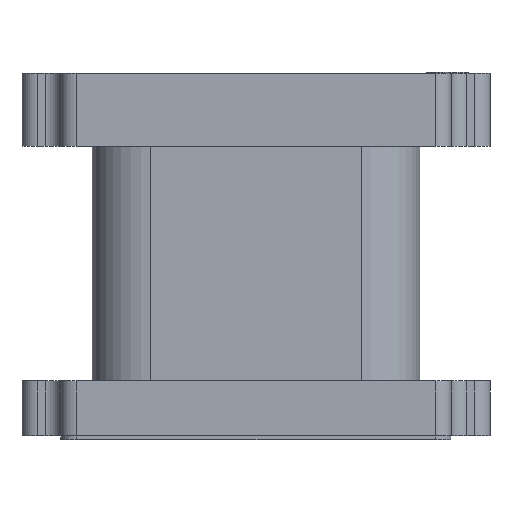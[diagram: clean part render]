
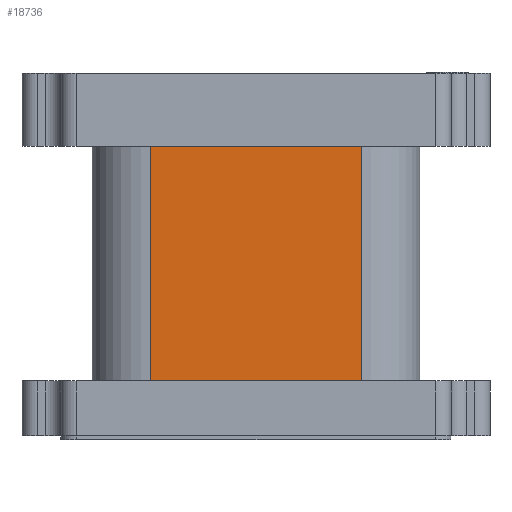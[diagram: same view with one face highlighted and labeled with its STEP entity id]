
A CAD part, left-side view. The second image highlights one B-rep face of the part: STEP entity #18736.
In plain terms, the highlighted planar face has unit normal (-1, 0, 0).
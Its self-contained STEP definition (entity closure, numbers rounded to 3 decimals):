
#118 = DIRECTION ( 'NONE',  ( 0., 0., -1. ) ) ;
#823 = DIRECTION ( 'NONE',  ( 0., 0., 1. ) ) ;
#2269 = AXIS2_PLACEMENT_3D ( 'NONE', #13963, #2435, #8462 ) ;
#2273 = VECTOR ( 'NONE', #9944, 1000. ) ;
#2426 = CARTESIAN_POINT ( 'NONE',  ( -2.1, -1.35, 9.7 ) ) ;
#2435 = DIRECTION ( 'NONE',  ( 1., 0., 0. ) ) ;
#2824 = VECTOR ( 'NONE', #823, 1000. ) ;
#2984 = ORIENTED_EDGE ( 'NONE', *, *, #15578, .T. ) ;
#3065 = ORIENTED_EDGE ( 'NONE', *, *, #10768, .T. ) ;
#3301 = VERTEX_POINT ( 'NONE', #9274 ) ;
#3496 = CARTESIAN_POINT ( 'NONE',  ( -2.1, -2.1, 0.755 ) ) ;
#3527 = VECTOR ( 'NONE', #12082, 1000. ) ;
#3694 = PLANE ( 'NONE',  #2269 ) ;
#5092 = VERTEX_POINT ( 'NONE', #16011 ) ;
#5129 = FACE_OUTER_BOUND ( 'NONE', #15534, .T. ) ;
#7361 = CARTESIAN_POINT ( 'NONE',  ( -2.1, 1.35, 9.7 ) ) ;
#8462 = DIRECTION ( 'NONE',  ( 0., 0., -1. ) ) ;
#9274 = CARTESIAN_POINT ( 'NONE',  ( -2.1, 1.35, 0.755 ) ) ;
#9535 = CARTESIAN_POINT ( 'NONE',  ( -2.1, 1.35, 3.76 ) ) ;
#9944 = DIRECTION ( 'NONE',  ( 0., -1., 0. ) ) ;
#10335 = EDGE_CURVE ( 'NONE', #11896, #5092, #10994, .T. ) ;
#10631 = CARTESIAN_POINT ( 'NONE',  ( -2.1, -2.1, 3.76 ) ) ;
#10768 = EDGE_CURVE ( 'NONE', #11896, #3301, #13274, .T. ) ;
#10994 = LINE ( 'NONE', #10631, #3527 ) ;
#11896 = VERTEX_POINT ( 'NONE', #9535 ) ;
#12082 = DIRECTION ( 'NONE',  ( 0., -1., 0. ) ) ;
#12242 = ORIENTED_EDGE ( 'NONE', *, *, #14352, .T. ) ;
#12613 = LINE ( 'NONE', #3496, #2273 ) ;
#13063 = CARTESIAN_POINT ( 'NONE',  ( -2.1, -1.35, 0.755 ) ) ;
#13274 = LINE ( 'NONE', #7361, #13881 ) ;
#13881 = VECTOR ( 'NONE', #118, 1000. ) ;
#13963 = CARTESIAN_POINT ( 'NONE',  ( -2.1, -2.1, 9.7 ) ) ;
#14268 = VERTEX_POINT ( 'NONE', #13063 ) ;
#14352 = EDGE_CURVE ( 'NONE', #14268, #5092, #15440, .T. ) ;
#15440 = LINE ( 'NONE', #2426, #2824 ) ;
#15534 = EDGE_LOOP ( 'NONE', ( #2984, #12242, #17630, #3065 ) ) ;
#15578 = EDGE_CURVE ( 'NONE', #3301, #14268, #12613, .T. ) ;
#16011 = CARTESIAN_POINT ( 'NONE',  ( -2.1, -1.35, 3.76 ) ) ;
#17630 = ORIENTED_EDGE ( 'NONE', *, *, #10335, .F. ) ;
#18736 = ADVANCED_FACE ( 'NONE', ( #5129 ), #3694, .F. ) ;
